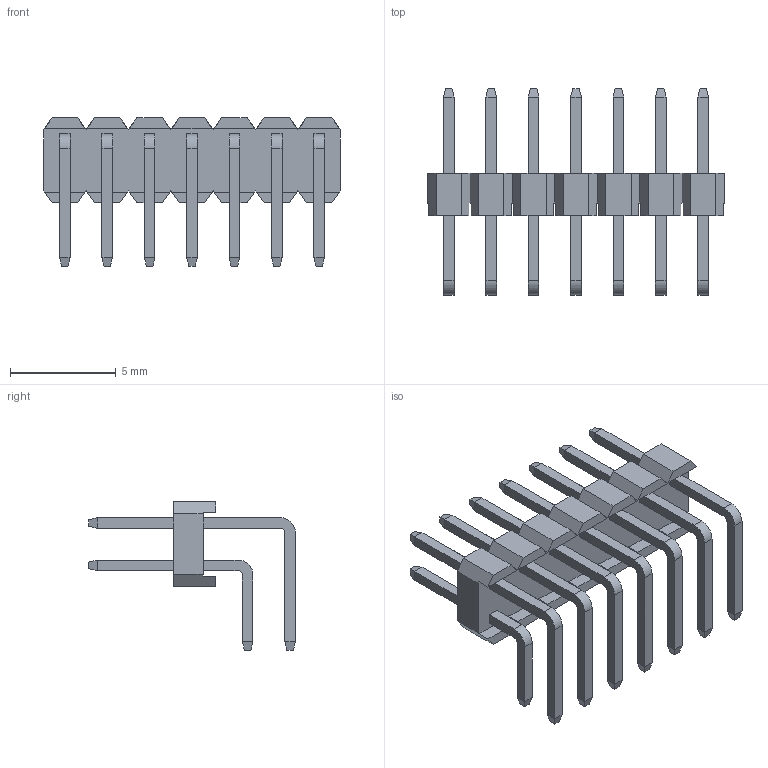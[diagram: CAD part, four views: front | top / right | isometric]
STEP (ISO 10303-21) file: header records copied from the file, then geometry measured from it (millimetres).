
FILE_DESCRIPTION((''),'2;1');
FILE_NAME('FPH20054-D24B1014110906B','2023-12-04T',('工程三'),(''),'PRO/ENGINEER BY PARAMETRIC TECHNOLOGY CORPORATION, 2010280','PRO/ENGINEER BY PARAMETRIC TECHNOLOGY CORPORATION, 2010280','');
FILE_SCHEMA(('CONFIG_CONTROL_DESIGN'));
Length unit declared in the file: millimetre
Products named in the file (1): FPH20054-D24B1014110906B
Bounding box: 14 x 9.75 x 7 mm (x, y, z)
Volume: 121.1 mm3; surface area: 525.7 mm2
Topology: 1 solids, 1 shells, 382 faces, 944 edges, 592 vertices
Faces by surface type: plane 354, cylinder 28
Entity records: 11006 total; most frequent: CARTESIAN_POINT 1918, ORIENTED_EDGE 1888, DIRECTION 1764, EDGE_CURVE 944, VECTOR 888, LINE 888, VERTEX_POINT 592, AXIS2_PLACEMENT_3D 438
